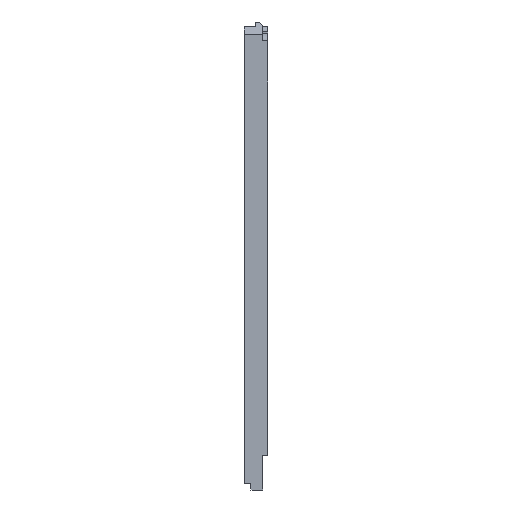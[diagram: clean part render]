
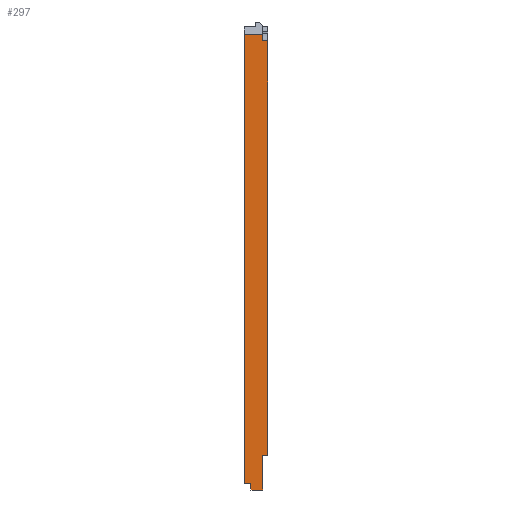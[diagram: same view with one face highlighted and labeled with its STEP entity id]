
A CAD part, left-side view. The second image highlights one B-rep face of the part: STEP entity #297.
In plain terms, the highlighted planar face has unit normal (-1, 0, 0).
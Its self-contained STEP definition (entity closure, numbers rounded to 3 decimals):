
#13 = VERTEX_POINT ( 'NONE', #23 ) ;
#23 = CARTESIAN_POINT ( 'NONE',  ( -175., 3.2, -144.55 ) ) ;
#116 = DIRECTION ( 'NONE',  ( 0., 0., -1. ) ) ;
#155 = DIRECTION ( 'NONE',  ( 0., 0., 1. ) ) ;
#158 = CARTESIAN_POINT ( 'NONE',  ( -175., -4.3, 140.55 ) ) ;
#161 = ORIENTED_EDGE ( 'NONE', *, *, #1209, .T. ) ;
#218 = VERTEX_POINT ( 'NONE', #2797 ) ;
#229 = EDGE_CURVE ( 'NONE', #789, #824, #869, .T. ) ;
#294 = FACE_OUTER_BOUND ( 'NONE', #2560, .T. ) ;
#297 = ADVANCED_FACE ( 'NONE', ( #294 ), #1832, .T. ) ;
#366 = CARTESIAN_POINT ( 'NONE',  ( -175., -4.3, -148.55 ) ) ;
#424 = VECTOR ( 'NONE', #2848, 1000. ) ;
#432 = EDGE_CURVE ( 'NONE', #1091, #1934, #2491, .T. ) ;
#493 = VERTEX_POINT ( 'NONE', #3134 ) ;
#568 = DIRECTION ( 'NONE',  ( 0., 1., 0. ) ) ;
#601 = VECTOR ( 'NONE', #1779, 1000. ) ;
#616 = CARTESIAN_POINT ( 'NONE',  ( -175., 7.5, 148.55 ) ) ;
#637 = CARTESIAN_POINT ( 'NONE',  ( -175., -4.3, -148.55 ) ) ;
#655 = LINE ( 'NONE', #1495, #1749 ) ;
#770 = VECTOR ( 'NONE', #116, 1000. ) ;
#789 = VERTEX_POINT ( 'NONE', #2466 ) ;
#806 = VECTOR ( 'NONE', #2125, 1000. ) ;
#819 = ORIENTED_EDGE ( 'NONE', *, *, #3067, .F. ) ;
#824 = VERTEX_POINT ( 'NONE', #2537 ) ;
#845 = LINE ( 'NONE', #1153, #424 ) ;
#863 = EDGE_CURVE ( 'NONE', #974, #1641, #2758, .T. ) ;
#869 = LINE ( 'NONE', #616, #601 ) ;
#882 = VERTEX_POINT ( 'NONE', #3070 ) ;
#883 = LINE ( 'NONE', #1340, #806 ) ;
#894 = CARTESIAN_POINT ( 'NONE',  ( -175., 7.5, 148.55 ) ) ;
#946 = CARTESIAN_POINT ( 'NONE',  ( -175., -7.4, 66.55 ) ) ;
#974 = VERTEX_POINT ( 'NONE', #637 ) ;
#1065 = VECTOR ( 'NONE', #3101, 1000. ) ;
#1091 = VERTEX_POINT ( 'NONE', #2926 ) ;
#1126 = VECTOR ( 'NONE', #2045, 1000. ) ;
#1153 = CARTESIAN_POINT ( 'NONE',  ( -175., 0.5, 140.55 ) ) ;
#1162 = AXIS2_PLACEMENT_3D ( 'NONE', #894, #2821, #155 ) ;
#1189 = ORIENTED_EDGE ( 'NONE', *, *, #2276, .T. ) ;
#1197 = CARTESIAN_POINT ( 'NONE',  ( -175., -7.4, 66.55 ) ) ;
#1209 = EDGE_CURVE ( 'NONE', #1641, #493, #3116, .T. ) ;
#1260 = DIRECTION ( 'NONE',  ( 0., -1., 0. ) ) ;
#1300 = ORIENTED_EDGE ( 'NONE', *, *, #229, .F. ) ;
#1340 = CARTESIAN_POINT ( 'NONE',  ( -175., -7.5, 148.55 ) ) ;
#1344 = EDGE_CURVE ( 'NONE', #974, #882, #2137, .T. ) ;
#1447 = ORIENTED_EDGE ( 'NONE', *, *, #1716, .F. ) ;
#1459 = DIRECTION ( 'NONE',  ( 0., 0., -1. ) ) ;
#1495 = CARTESIAN_POINT ( 'NONE',  ( -175., 7.5, -144.55 ) ) ;
#1519 = ORIENTED_EDGE ( 'NONE', *, *, #2499, .F. ) ;
#1527 = VERTEX_POINT ( 'NONE', #158 ) ;
#1602 = LINE ( 'NONE', #3037, #770 ) ;
#1641 = VERTEX_POINT ( 'NONE', #2153 ) ;
#1653 = EDGE_CURVE ( 'NONE', #1527, #1730, #3071, .T. ) ;
#1716 = EDGE_CURVE ( 'NONE', #218, #1091, #2411, .T. ) ;
#1730 = VERTEX_POINT ( 'NONE', #2427 ) ;
#1744 = LINE ( 'NONE', #2376, #1065 ) ;
#1749 = VECTOR ( 'NONE', #2237, 1000. ) ;
#1757 = VECTOR ( 'NONE', #1459, 1000. ) ;
#1773 = CARTESIAN_POINT ( 'NONE',  ( -175., -7.5, -148.55 ) ) ;
#1779 = DIRECTION ( 'NONE',  ( 0., 0., 1. ) ) ;
#1832 = PLANE ( 'NONE',  #1162 ) ;
#1845 = VECTOR ( 'NONE', #2157, 1000. ) ;
#1925 = CARTESIAN_POINT ( 'NONE',  ( -175., -4.3, 136.55 ) ) ;
#1934 = VERTEX_POINT ( 'NONE', #3055 ) ;
#1951 = ORIENTED_EDGE ( 'NONE', *, *, #3146, .T. ) ;
#2045 = DIRECTION ( 'NONE',  ( 0., 0., 1. ) ) ;
#2059 = VECTOR ( 'NONE', #568, 1000. ) ;
#2073 = ORIENTED_EDGE ( 'NONE', *, *, #863, .T. ) ;
#2125 = DIRECTION ( 'NONE',  ( 0., 0., -1. ) ) ;
#2137 = LINE ( 'NONE', #1773, #2059 ) ;
#2141 = VECTOR ( 'NONE', #1260, 1000. ) ;
#2153 = CARTESIAN_POINT ( 'NONE',  ( -175., -4.3, -126.55 ) ) ;
#2157 = DIRECTION ( 'NONE',  ( 0., -1., 0. ) ) ;
#2160 = DIRECTION ( 'NONE',  ( 0., 0., -1. ) ) ;
#2213 = ORIENTED_EDGE ( 'NONE', *, *, #432, .F. ) ;
#2237 = DIRECTION ( 'NONE',  ( 0., -1., 0. ) ) ;
#2248 = VECTOR ( 'NONE', #2160, 1000. ) ;
#2267 = ORIENTED_EDGE ( 'NONE', *, *, #1653, .F. ) ;
#2276 = EDGE_CURVE ( 'NONE', #789, #13, #655, .T. ) ;
#2376 = CARTESIAN_POINT ( 'NONE',  ( -175., 14.909, 136.55 ) ) ;
#2411 = LINE ( 'NONE', #1197, #1757 ) ;
#2424 = EDGE_CURVE ( 'NONE', #13, #882, #1602, .T. ) ;
#2427 = CARTESIAN_POINT ( 'NONE',  ( -175., -4.3, 136.55 ) ) ;
#2466 = CARTESIAN_POINT ( 'NONE',  ( -175., 7.5, -144.55 ) ) ;
#2491 = LINE ( 'NONE', #946, #1845 ) ;
#2499 = EDGE_CURVE ( 'NONE', #1934, #493, #883, .T. ) ;
#2537 = CARTESIAN_POINT ( 'NONE',  ( -175., 7.5, 140.55 ) ) ;
#2560 = EDGE_LOOP ( 'NONE', ( #2213, #1447, #819, #2267, #1951, #1300, #1189, #3100, #2829, #2073, #161, #1519 ) ) ;
#2707 = CARTESIAN_POINT ( 'NONE',  ( -175., -7.5, -126.55 ) ) ;
#2758 = LINE ( 'NONE', #366, #1126 ) ;
#2797 = CARTESIAN_POINT ( 'NONE',  ( -175., -7.4, 136.55 ) ) ;
#2821 = DIRECTION ( 'NONE',  ( -1., 0., 0. ) ) ;
#2829 = ORIENTED_EDGE ( 'NONE', *, *, #1344, .F. ) ;
#2848 = DIRECTION ( 'NONE',  ( 0., 1., 0. ) ) ;
#2926 = CARTESIAN_POINT ( 'NONE',  ( -175., -7.4, 66.55 ) ) ;
#3037 = CARTESIAN_POINT ( 'NONE',  ( -175., 3.2, -148.55 ) ) ;
#3055 = CARTESIAN_POINT ( 'NONE',  ( -175., -7.5, 66.55 ) ) ;
#3067 = EDGE_CURVE ( 'NONE', #1730, #218, #1744, .T. ) ;
#3070 = CARTESIAN_POINT ( 'NONE',  ( -175., 3.2, -148.55 ) ) ;
#3071 = LINE ( 'NONE', #1925, #2248 ) ;
#3100 = ORIENTED_EDGE ( 'NONE', *, *, #2424, .T. ) ;
#3101 = DIRECTION ( 'NONE',  ( 0., -1., 0. ) ) ;
#3116 = LINE ( 'NONE', #2707, #2141 ) ;
#3134 = CARTESIAN_POINT ( 'NONE',  ( -175., -7.5, -126.55 ) ) ;
#3146 = EDGE_CURVE ( 'NONE', #1527, #824, #845, .T. ) ;
